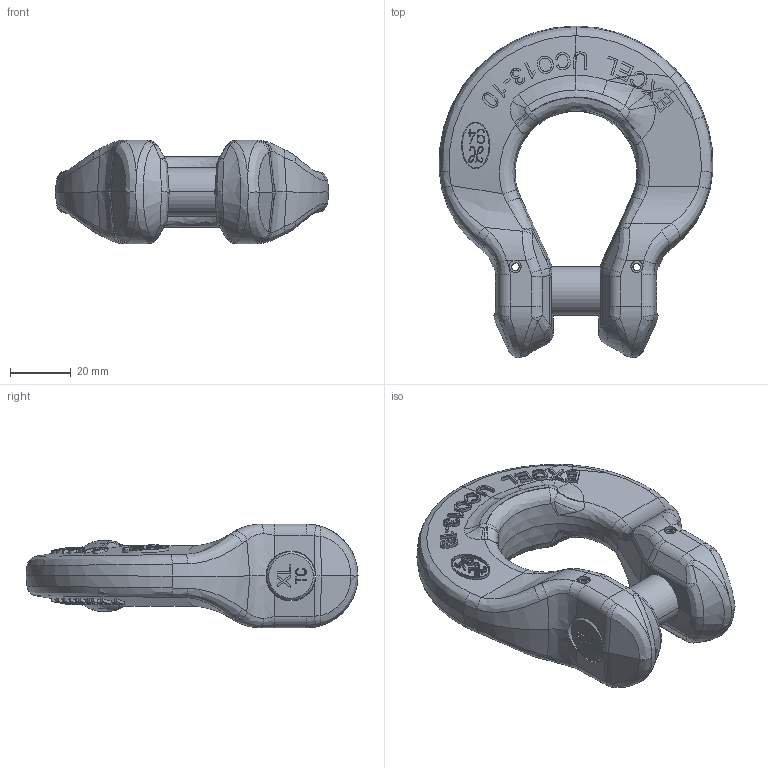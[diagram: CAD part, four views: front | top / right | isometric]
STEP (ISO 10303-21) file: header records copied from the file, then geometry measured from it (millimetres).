
FILE_DESCRIPTION(('STEP AP214'),'1');
FILE_NAME('uco13.stp','2018-02-28T09:17:18',('TraceParts'),('TraceParts S.A.'),'Spatial InterOp 3D',' ',' ');
FILE_SCHEMA(('automotive_design'));
Length unit declared in the file: millimetre
Products named in the file (4): uco13_1; uco13_2; uco13_3; uco13_4
Bounding box: 89.8 x 109 x 34 mm (x, y, z)
Volume: 103550.7 mm3; surface area: 26127.1 mm2
Topology: 4 solids, 4 shells, 801 faces, 2080 edges, 1316 vertices
Faces by surface type: bspline 389, plane 288, cylinder 86, cone 38
Entity records: 49278 total; most frequent: CARTESIAN_POINT 26702, ORIENTED_EDGE 4150, EDGE_CURVE 2075, DIRECTION 2043, VERTEX_POINT 1316, B_SPLINE_CURVE_WITH_KNOTS 1021, EDGE_LOOP 851, STYLED_ITEM 805
